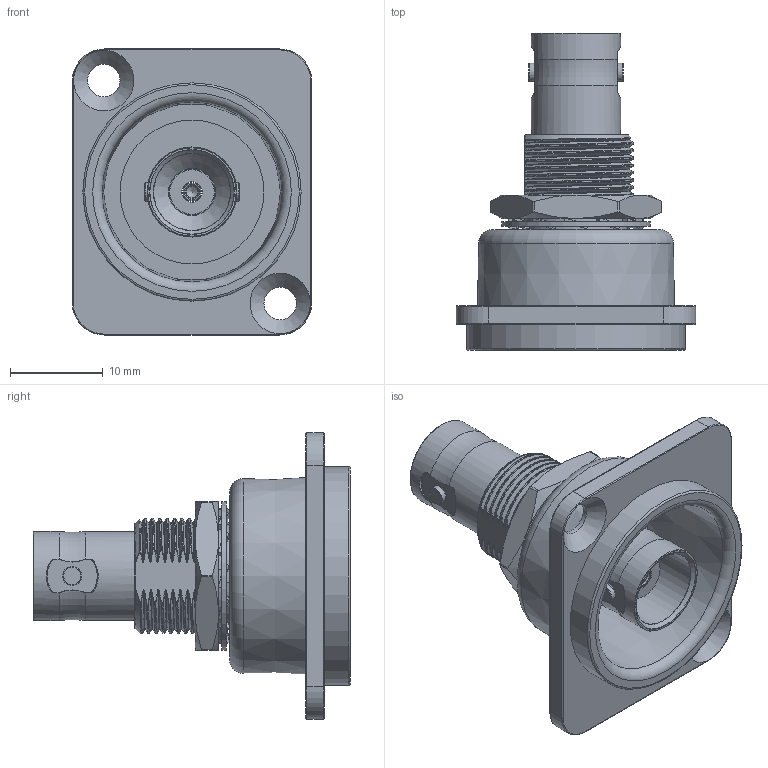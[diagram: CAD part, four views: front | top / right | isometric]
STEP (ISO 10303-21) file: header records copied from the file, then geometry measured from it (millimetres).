
FILE_DESCRIPTION(/* description */ (''),/* implementation_level */ '2;1');
FILE_NAME(/* name */ 'CP30123 + CP30125 INS BNC 50 ohm.stp',/* time_stamp */ '2017-09-11T09:52:33+01:00',/* author */ ('tottley'),/* organization */ (''),/* preprocessor_version */ 'ST-DEVELOPER v16.1',/* originating_system */ 'Autodesk Inventor 2016',/* authorisation */ '');
FILE_SCHEMA (('AUTOMOTIVE_DESIGN { 1 0 10303 214 3 1 1 }'));
Products named in the file (1): CP30123 + CP30125 INS BNC 50 ohm
Bounding box: 25.8 x 34.2 x 30.8 mm (x, y, z)
Volume: 4346.7 mm3; surface area: 6832 mm2
Topology: 3 solids, 3 shells, 638 faces, 1576 edges, 944 vertices
Faces by surface type: bspline 246, cylinder 174, plane 93, torus 60, sphere 37, cone 28
Full cylindrical faces by diameter (mm): 1.3 x2, 1.95 x4, 2 x1, 2.2 x1, 3.5 x2, 4.8 x2, 5 x2, 6.8 x1, 7 x1, 8.3 x2, 9.6 x4, 15.5 x1, 16 x1, 23.5 x1
Entity records: 61239 total; most frequent: CARTESIAN_POINT 48268, ORIENTED_EDGE 2948, DIRECTION 2278, EDGE_CURVE 1474, AXIS2_PLACEMENT_3D 981, VERTEX_POINT 917, EDGE_LOOP 751, FACE_OUTER_BOUND 637
